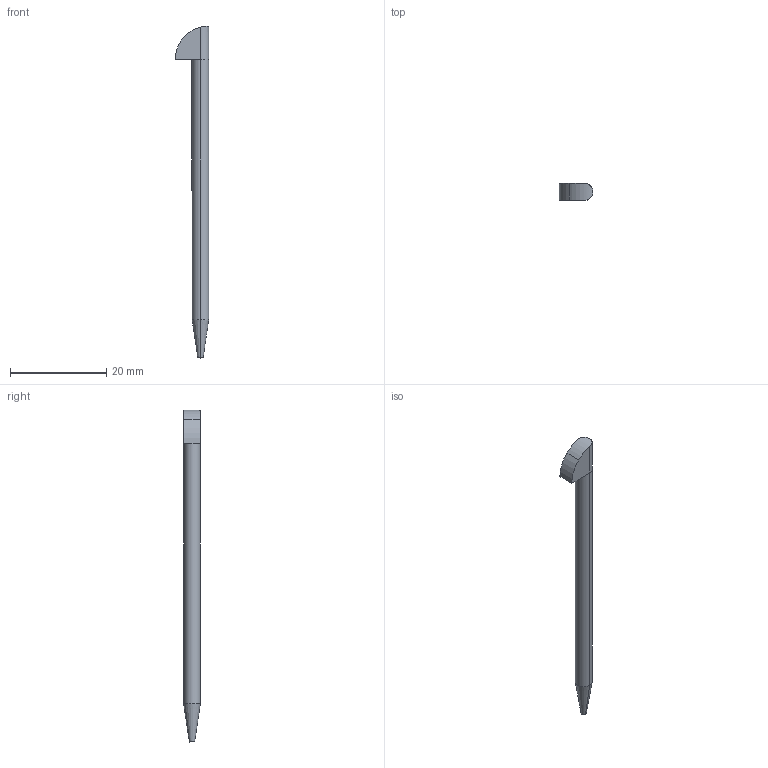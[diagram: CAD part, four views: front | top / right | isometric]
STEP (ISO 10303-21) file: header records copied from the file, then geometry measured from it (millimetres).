
FILE_DESCRIPTION(('STEP AP214'),'1');
FILE_NAME('nano_Part_17744_0.stp','2023-03-08T14:41:32',('Harijs Zablockis'),('Intelitech'),'Spatial InterOp 3D',' ',' ');
FILE_SCHEMA(('automotive_design'));
Length unit declared in the file: inch
Products named in the file (1): Part_17744
Bounding box: 7 x 3.5 x 69 mm (x, y, z)
Volume: 681.3 mm3; surface area: 794.8 mm2
Topology: 1 solids, 1 shells, 12 faces, 26 edges, 16 vertices
Faces by surface type: cylinder 6, plane 4, cone 2
Entity records: 472 total; most frequent: CARTESIAN_POINT 82, DIRECTION 61, ORIENTED_EDGE 52, EDGE_CURVE 26, AXIS2_PLACEMENT_3D 25, VERTEX_POINT 16, STYLED_ITEM 13, PRESENTATION_STYLE_ASSIGNMENT 13
